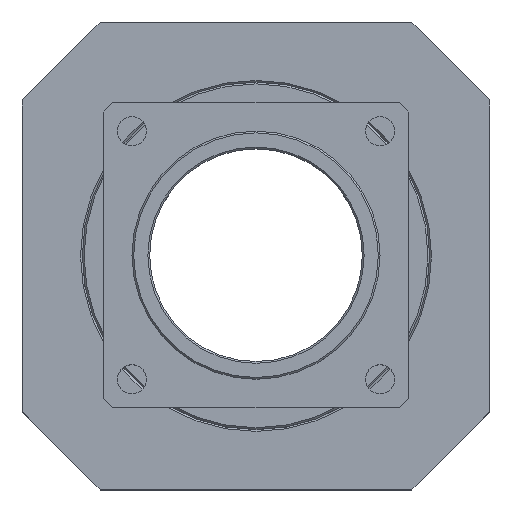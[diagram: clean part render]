
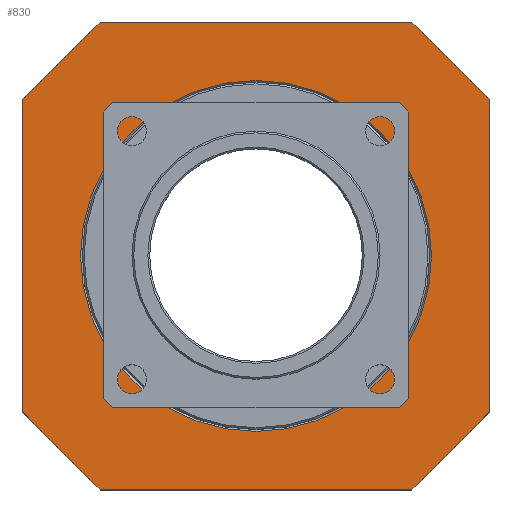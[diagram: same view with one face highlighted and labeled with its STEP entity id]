
A CAD part, top view. The second image highlights one B-rep face of the part: STEP entity #830.
In plain terms, the highlighted planar face has unit normal (0, 0, 1).
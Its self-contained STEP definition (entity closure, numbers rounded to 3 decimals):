
#33=LINE($,#1605,#73);
#34=LINE($,#1607,#74);
#35=LINE($,#1609,#75);
#36=LINE($,#1611,#76);
#37=LINE($,#1613,#77);
#38=LINE($,#1615,#78);
#39=LINE($,#1617,#79);
#40=LINE($,#1618,#80);
#73=VECTOR($,#1096,31.113);
#74=VECTOR($,#1097,88.);
#75=VECTOR($,#1098,31.113);
#76=VECTOR($,#1099,88.);
#77=VECTOR($,#1100,31.113);
#78=VECTOR($,#1101,88.);
#79=VECTOR($,#1102,31.113);
#80=VECTOR($,#1103,88.);
#115=PLANE($,#922);
#176=FACE_BOUND($,#303,.T.);
#216=FACE_OUTER_BOUND($,#302,.T.);
#302=EDGE_LOOP($,(#645,#646,#647,#648,#649,#650,#651,#652));
#303=EDGE_LOOP($,(#653));
#370=CIRCLE($,#921,49.5);
#427=VERTEX_POINT($,#1600);
#428=VERTEX_POINT($,#1603);
#429=VERTEX_POINT($,#1604);
#430=VERTEX_POINT($,#1606);
#431=VERTEX_POINT($,#1608);
#432=VERTEX_POINT($,#1610);
#433=VERTEX_POINT($,#1612);
#434=VERTEX_POINT($,#1614);
#435=VERTEX_POINT($,#1616);
#508=EDGE_CURVE($,#427,#427,#370,.T.);
#509=EDGE_CURVE($,#428,#429,#33,.T.);
#510=EDGE_CURVE($,#428,#430,#34,.T.);
#511=EDGE_CURVE($,#431,#430,#35,.T.);
#512=EDGE_CURVE($,#431,#432,#36,.T.);
#513=EDGE_CURVE($,#433,#432,#37,.T.);
#514=EDGE_CURVE($,#433,#434,#38,.T.);
#515=EDGE_CURVE($,#435,#434,#39,.T.);
#516=EDGE_CURVE($,#435,#429,#40,.T.);
#645=ORIENTED_EDGE($,*,*,#509,.F.);
#646=ORIENTED_EDGE($,*,*,#510,.T.);
#647=ORIENTED_EDGE($,*,*,#511,.F.);
#648=ORIENTED_EDGE($,*,*,#512,.T.);
#649=ORIENTED_EDGE($,*,*,#513,.F.);
#650=ORIENTED_EDGE($,*,*,#514,.T.);
#651=ORIENTED_EDGE($,*,*,#515,.F.);
#652=ORIENTED_EDGE($,*,*,#516,.T.);
#653=ORIENTED_EDGE($,*,*,#508,.F.);
#830=ADVANCED_FACE($,(#216,#176),#115,.T.);
#921=AXIS2_PLACEMENT_3D($,#1601,#1092,#1093);
#922=AXIS2_PLACEMENT_3D($,#1602,#1094,#1095);
#1092=DIRECTION('center_axis',(0.,0.,1.));
#1093=DIRECTION('ref_axis',(-1.,0.,0.));
#1094=DIRECTION('center_axis',(0.,0.,1.));
#1095=DIRECTION('ref_axis',(1.,0.,0.));
#1096=DIRECTION($,(-0.707,0.707,0.));
#1097=DIRECTION($,(1.,0.,0.));
#1098=DIRECTION($,(-0.707,-0.707,0.));
#1099=DIRECTION($,(0.,1.,0.));
#1100=DIRECTION($,(0.707,-0.707,0.));
#1101=DIRECTION($,(-1.,0.,0.));
#1102=DIRECTION($,(0.707,0.707,0.));
#1103=DIRECTION($,(0.,-1.,0.));
#1600=CARTESIAN_POINT('',(49.5,0.,15.));
#1601=CARTESIAN_POINT('Origin',(0.,0.,15.));
#1602=CARTESIAN_POINT('Origin',(0.,0.,15.));
#1603=CARTESIAN_POINT('',(-44.,-66.,15.));
#1604=CARTESIAN_POINT('',(-66.,-44.,15.));
#1605=CARTESIAN_POINT($,(-55.,-55.,15.));
#1606=CARTESIAN_POINT('',(44.,-66.,15.));
#1607=CARTESIAN_POINT($,(66.,-66.,15.));
#1608=CARTESIAN_POINT('',(66.,-44.,15.));
#1609=CARTESIAN_POINT($,(55.,-55.,15.));
#1610=CARTESIAN_POINT('',(66.,44.,15.));
#1611=CARTESIAN_POINT($,(66.,66.,15.));
#1612=CARTESIAN_POINT('',(44.,66.,15.));
#1613=CARTESIAN_POINT($,(55.,55.,15.));
#1614=CARTESIAN_POINT('',(-44.,66.,15.));
#1615=CARTESIAN_POINT($,(-66.,66.,15.));
#1616=CARTESIAN_POINT('',(-66.,44.,15.));
#1617=CARTESIAN_POINT($,(-55.,55.,15.));
#1618=CARTESIAN_POINT($,(-66.,-66.,15.));
